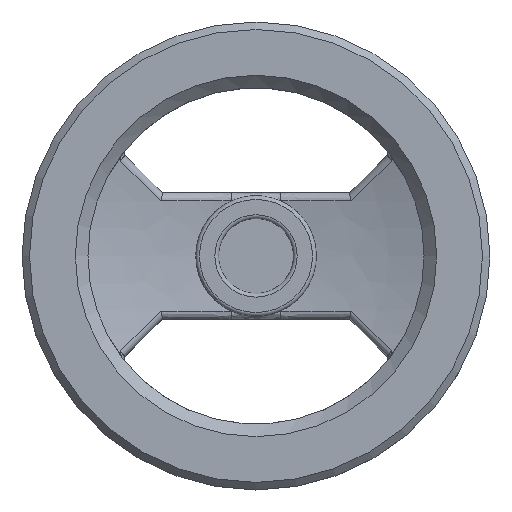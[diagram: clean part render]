
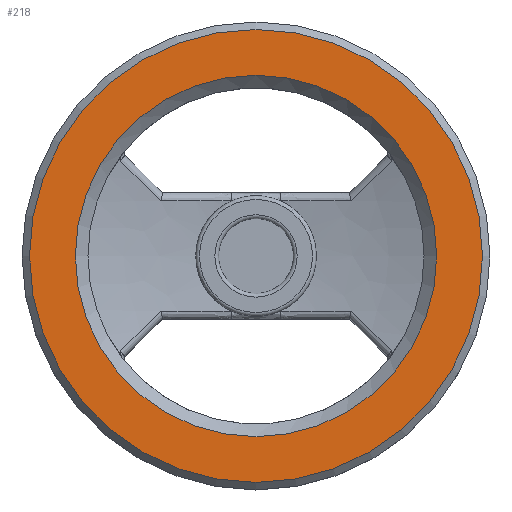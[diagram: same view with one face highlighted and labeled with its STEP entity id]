
A CAD part, top view. The second image highlights one B-rep face of the part: STEP entity #218.
In plain terms, the highlighted planar face has unit normal (0, 0, 1).
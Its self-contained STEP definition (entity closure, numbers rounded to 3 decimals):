
#218 = ADVANCED_FACE( '', ( #460, #461 ), #462, .F. );
#460 = FACE_OUTER_BOUND( '', #3352, .T. );
#461 = FACE_BOUND( '', #3353, .T. );
#462 = PLANE( '', #3354 );
#3352 = EDGE_LOOP( '', ( #4501 ) );
#3353 = EDGE_LOOP( '', ( #4502 ) );
#3354 = AXIS2_PLACEMENT_3D( '', #4503, #4504, #4505 );
#4501 = ORIENTED_EDGE( '', *, *, #4624, .T. );
#4502 = ORIENTED_EDGE( '', *, *, #4739, .F. );
#4503 = CARTESIAN_POINT( '', ( 0., 62.5, 30. ) );
#4504 = DIRECTION( '', ( 0., 0., -1. ) );
#4505 = DIRECTION( '', ( -1., 0., 0. ) );
#4624 = EDGE_CURVE( '', #4890, #4890, #4891, .F. );
#4739 = EDGE_CURVE( '', #5063, #5063, #5064, .T. );
#4890 = VERTEX_POINT( '', #5728 );
#4891 = CIRCLE( '', #5729, 60.5 );
#5063 = VERTEX_POINT( '', #6891 );
#5064 = CIRCLE( '', #6892, 48.27 );
#5728 = CARTESIAN_POINT( '', ( -60.5, 0., 30. ) );
#5729 = AXIS2_PLACEMENT_3D( '', #7436, #7437, #7438 );
#6891 = CARTESIAN_POINT( '', ( 48.27, 0., 30. ) );
#6892 = AXIS2_PLACEMENT_3D( '', #7532, #7533, #7534 );
#7436 = CARTESIAN_POINT( '', ( 0., 0., 30. ) );
#7437 = DIRECTION( '', ( 0., 0., -1. ) );
#7438 = DIRECTION( '', ( -1., 0., 0. ) );
#7532 = CARTESIAN_POINT( '', ( 0., 0., 30. ) );
#7533 = DIRECTION( '', ( 0., 0., 1. ) );
#7534 = DIRECTION( '', ( 1., 0., 0. ) );
